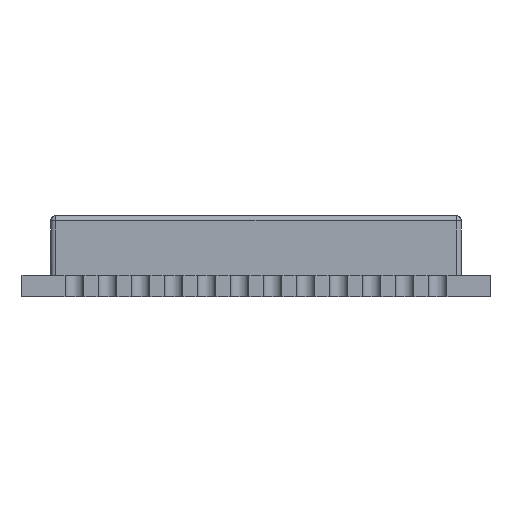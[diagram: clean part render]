
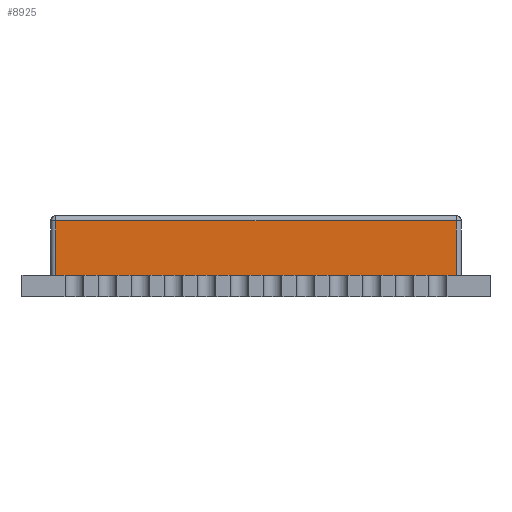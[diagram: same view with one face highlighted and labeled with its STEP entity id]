
A CAD part, front view. The second image highlights one B-rep face of the part: STEP entity #8925.
In plain terms, the highlighted free-form (B-spline) face has degree [1, 1] with [2, 2] control points.
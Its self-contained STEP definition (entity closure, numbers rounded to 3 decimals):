
#3511 = VERTEX_POINT('',#3512);
#3512 = CARTESIAN_POINT('',(7.7,-11.7,0.81));
#3518 = EDGE_CURVE('',#3519,#3511,#3521,.T.);
#3519 = VERTEX_POINT('',#3520);
#3520 = CARTESIAN_POINT('',(-7.7,-11.7,0.81));
#3521 = B_SPLINE_CURVE_WITH_KNOTS('',1,(#3522,#3523),.UNSPECIFIED.,.F.,
  .F.,(2,2),(-15.6,-0.2),.PIECEWISE_BEZIER_KNOTS.);
#3522 = CARTESIAN_POINT('',(-7.7,-11.7,0.81));
#3523 = CARTESIAN_POINT('',(7.7,-11.7,0.81));
#8925 = ADVANCED_FACE('',(#8926),#8948,.F.);
#8926 = FACE_BOUND('',#8927,.T.);
#8927 = EDGE_LOOP('',(#8928,#8929,#8936,#8943));
#8928 = ORIENTED_EDGE('',*,*,#3518,.T.);
#8929 = ORIENTED_EDGE('',*,*,#8930,.T.);
#8930 = EDGE_CURVE('',#3511,#8931,#8933,.T.);
#8931 = VERTEX_POINT('',#8932);
#8932 = CARTESIAN_POINT('',(7.7,-11.7,2.91));
#8933 = B_SPLINE_CURVE_WITH_KNOTS('',1,(#8934,#8935),.UNSPECIFIED.,.F.,
  .F.,(2,2),(-29.052,-26.952),.PIECEWISE_BEZIER_KNOTS.);
#8934 = CARTESIAN_POINT('',(7.7,-11.7,0.81));
#8935 = CARTESIAN_POINT('',(7.7,-11.7,2.91));
#8936 = ORIENTED_EDGE('',*,*,#8937,.T.);
#8937 = EDGE_CURVE('',#8931,#8938,#8940,.T.);
#8938 = VERTEX_POINT('',#8939);
#8939 = CARTESIAN_POINT('',(-7.7,-11.7,2.91));
#8940 = B_SPLINE_CURVE_WITH_KNOTS('',1,(#8941,#8942),.UNSPECIFIED.,.F.,
  .F.,(2,2),(-15.6,-0.2),.PIECEWISE_BEZIER_KNOTS.);
#8941 = CARTESIAN_POINT('',(7.7,-11.7,2.91));
#8942 = CARTESIAN_POINT('',(-7.7,-11.7,2.91));
#8943 = ORIENTED_EDGE('',*,*,#8944,.T.);
#8944 = EDGE_CURVE('',#8938,#3519,#8945,.T.);
#8945 = B_SPLINE_CURVE_WITH_KNOTS('',1,(#8946,#8947),.UNSPECIFIED.,.F.,
  .F.,(2,2),(26.952,29.052),.PIECEWISE_BEZIER_KNOTS.);
#8946 = CARTESIAN_POINT('',(-7.7,-11.7,2.91));
#8947 = CARTESIAN_POINT('',(-7.7,-11.7,0.81));
#8948 = B_SPLINE_SURFACE_WITH_KNOTS('',1,1,(
    (#8949,#8950)
    ,(#8951,#8952
    )),.UNSPECIFIED.,.F.,.F.,.F.,(2,2),(2,2),(26.952,
    29.052),(0.2,15.6),.PIECEWISE_BEZIER_KNOTS.);
#8949 = CARTESIAN_POINT('',(7.7,-11.7,2.91));
#8950 = CARTESIAN_POINT('',(-7.7,-11.7,2.91));
#8951 = CARTESIAN_POINT('',(7.7,-11.7,0.81));
#8952 = CARTESIAN_POINT('',(-7.7,-11.7,0.81));
